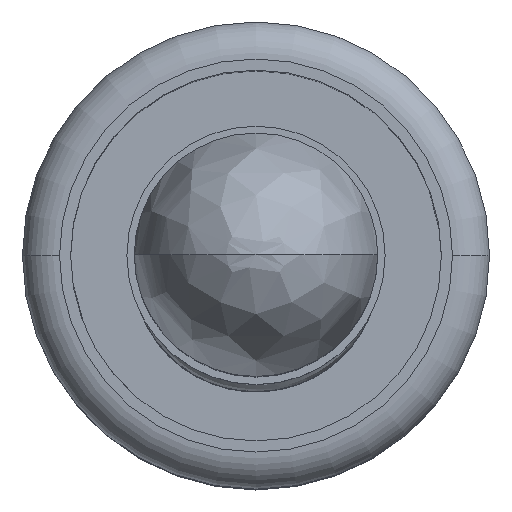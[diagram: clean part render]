
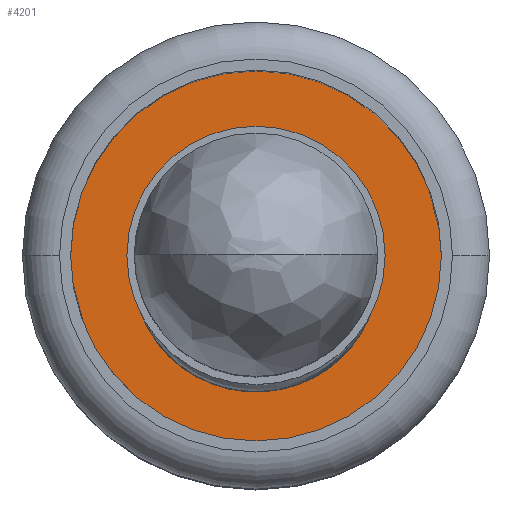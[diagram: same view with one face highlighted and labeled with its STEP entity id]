
A CAD part, top view. The second image highlights one B-rep face of the part: STEP entity #4201.
In plain terms, the highlighted planar face has unit normal (0, 0, 1).
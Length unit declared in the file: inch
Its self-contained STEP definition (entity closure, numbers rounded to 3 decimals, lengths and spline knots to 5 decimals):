
#223 = CARTESIAN_POINT ( 'NONE',  ( 0.06, 0., 0.256 ) ) ;
#359 = CARTESIAN_POINT ( 'NONE',  ( -0.06, 0., 0.256 ) ) ;
#2015 = AXIS2_PLACEMENT_3D ( 'NONE', #6730, #6007, #5886 ) ;
#2021 = EDGE_CURVE ( 'NONE', #8613, #8681, #7798, .T. ) ;
#2096 = AXIS2_PLACEMENT_3D ( 'NONE', #3187, #3195, #3203 ) ;
#2389 = AXIS2_PLACEMENT_3D ( 'NONE', #3409, #3412, #3413 ) ;
#2432 = EDGE_CURVE ( 'NONE', #2843, #2734, #8028, .T. ) ;
#2459 = EDGE_CURVE ( 'NONE', #8681, #8613, #8013, .T. ) ;
#2472 = AXIS2_PLACEMENT_3D ( 'NONE', #3499, #3500, #3505 ) ;
#2540 = AXIS2_PLACEMENT_3D ( 'NONE', #3542, #3545, #3544 ) ;
#2556 = EDGE_CURVE ( 'NONE', #2734, #2843, #7994, .T. ) ;
#2734 = VERTEX_POINT ( 'NONE', #3229 ) ;
#2843 = VERTEX_POINT ( 'NONE', #6132 ) ;
#3187 = CARTESIAN_POINT ( 'NONE',  ( 0., 0., 0.256 ) ) ;
#3195 = DIRECTION ( 'NONE',  ( 0., 0., 1. ) ) ;
#3203 = DIRECTION ( 'NONE',  ( 1., 0., 0. ) ) ;
#3229 = CARTESIAN_POINT ( 'NONE',  ( 0.15, 0., 0.256 ) ) ;
#3409 = CARTESIAN_POINT ( 'NONE',  ( 0., 0., 0.256 ) ) ;
#3412 = DIRECTION ( 'NONE',  ( 0., 0., 1. ) ) ;
#3413 = DIRECTION ( 'NONE',  ( 1., 0., 0. ) ) ;
#3499 = CARTESIAN_POINT ( 'NONE',  ( 0., 0., 0.256 ) ) ;
#3500 = DIRECTION ( 'NONE',  ( 0., 0., 1. ) ) ;
#3505 = DIRECTION ( 'NONE',  ( 1., 0., 0. ) ) ;
#3542 = CARTESIAN_POINT ( 'NONE',  ( 0., 0., 0.256 ) ) ;
#3544 = DIRECTION ( 'NONE',  ( 1., 0., 0. ) ) ;
#3545 = DIRECTION ( 'NONE',  ( 0., 0., 1. ) ) ;
#4201 = ADVANCED_FACE ( 'NONE', ( #7738, #7731 ), #6257, .T. ) ;
#5668 = ORIENTED_EDGE ( 'NONE', *, *, #2459, .F. ) ;
#5673 = ORIENTED_EDGE ( 'NONE', *, *, #2432, .T. ) ;
#5676 = ORIENTED_EDGE ( 'NONE', *, *, #2021, .F. ) ;
#5686 = ORIENTED_EDGE ( 'NONE', *, *, #2556, .T. ) ;
#5886 = DIRECTION ( 'NONE',  ( 1., 0., 0. ) ) ;
#6007 = DIRECTION ( 'NONE',  ( 0., 0., 1. ) ) ;
#6132 = CARTESIAN_POINT ( 'NONE',  ( -0.15, 0., 0.256 ) ) ;
#6257 = PLANE ( 'NONE',  #2015 ) ;
#6730 = CARTESIAN_POINT ( 'NONE',  ( 0., 0., 0.256 ) ) ;
#7731 = FACE_BOUND ( 'NONE', #8111, .T. ) ;
#7738 = FACE_OUTER_BOUND ( 'NONE', #8120, .T. ) ;
#7798 = CIRCLE ( 'NONE', #2540, 0.06 ) ;
#7994 = CIRCLE ( 'NONE', #2096, 0.15 ) ;
#8013 = CIRCLE ( 'NONE', #2472, 0.06 ) ;
#8028 = CIRCLE ( 'NONE', #2389, 0.15 ) ;
#8111 = EDGE_LOOP ( 'NONE', ( #5668, #5676 ) ) ;
#8120 = EDGE_LOOP ( 'NONE', ( #5686, #5673 ) ) ;
#8613 = VERTEX_POINT ( 'NONE', #223 ) ;
#8681 = VERTEX_POINT ( 'NONE', #359 ) ;
